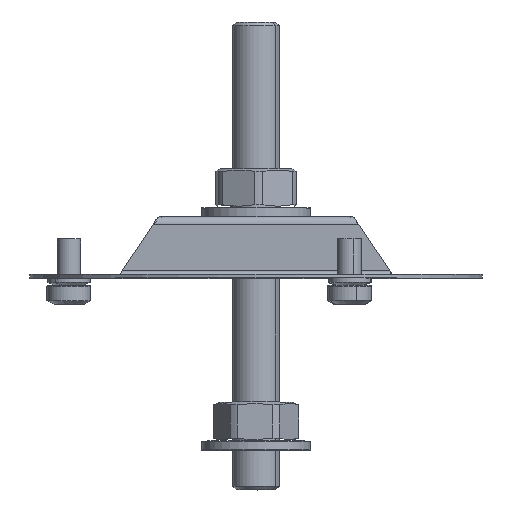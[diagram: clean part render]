
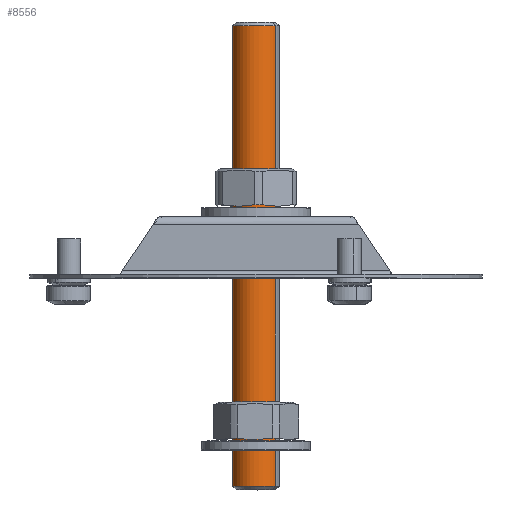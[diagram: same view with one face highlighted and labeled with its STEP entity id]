
A CAD part, top view. The second image highlights one B-rep face of the part: STEP entity #8556.
In plain terms, the highlighted cylindrical face has radius 3 mm (diameter 6 mm), a partial arc.
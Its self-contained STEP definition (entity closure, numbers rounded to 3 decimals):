
#44 = VERTEX_POINT ( 'NONE', #11139 ) ;
#155 = ORIENTED_EDGE ( 'NONE', *, *, #9406, .T. ) ;
#1580 = AXIS2_PLACEMENT_3D ( 'NONE', #3323, #9740, #5405 ) ;
#1796 = CYLINDRICAL_SURFACE ( 'NONE', #1580, 3. ) ;
#2121 = EDGE_CURVE ( 'NONE', #44, #4193, #12146, .T. ) ;
#2142 = FACE_OUTER_BOUND ( 'NONE', #6009, .T. ) ;
#3323 = CARTESIAN_POINT ( 'NONE',  ( 0., 34.5, -80. ) ) ;
#3733 = DIRECTION ( 'NONE',  ( 0., 1., 0. ) ) ;
#3798 = DIRECTION ( 'NONE',  ( -0.831, 0., -0.556 ) ) ;
#4193 = VERTEX_POINT ( 'NONE', #7606 ) ;
#4473 = VECTOR ( 'NONE', #3733, 1000. ) ;
#4538 = CARTESIAN_POINT ( 'NONE',  ( 0., 34., -80. ) ) ;
#4771 = AXIS2_PLACEMENT_3D ( 'NONE', #4538, #13220, #3798 ) ;
#5146 = VECTOR ( 'NONE', #9342, 1000. ) ;
#5405 = DIRECTION ( 'NONE',  ( -0.831, 0., -0.556 ) ) ;
#6009 = EDGE_LOOP ( 'NONE', ( #9715, #155, #8031, #7023 ) ) ;
#6321 = DIRECTION ( 'NONE',  ( 0., 1., 0. ) ) ;
#7023 = ORIENTED_EDGE ( 'NONE', *, *, #13729, .F. ) ;
#7105 = VERTEX_POINT ( 'NONE', #12096 ) ;
#7371 = LINE ( 'NONE', #13351, #4473 ) ;
#7588 = CIRCLE ( 'NONE', #10126, 3. ) ;
#7606 = CARTESIAN_POINT ( 'NONE',  ( -2.493, 34., -81.668 ) ) ;
#7922 = CARTESIAN_POINT ( 'NONE',  ( 2.493, -25., -78.332 ) ) ;
#8017 = LINE ( 'NONE', #8249, #5146 ) ;
#8031 = ORIENTED_EDGE ( 'NONE', *, *, #2121, .T. ) ;
#8205 = VERTEX_POINT ( 'NONE', #7922 ) ;
#8249 = CARTESIAN_POINT ( 'NONE',  ( 2.493, 34.5, -78.332 ) ) ;
#8556 = ADVANCED_FACE ( 'NONE', ( #2142 ), #1796, .T. ) ;
#9342 = DIRECTION ( 'NONE',  ( 0., 1., 0. ) ) ;
#9406 = EDGE_CURVE ( 'NONE', #8205, #44, #8017, .T. ) ;
#9715 = ORIENTED_EDGE ( 'NONE', *, *, #9932, .T. ) ;
#9740 = DIRECTION ( 'NONE',  ( 0., 1., 0. ) ) ;
#9932 = EDGE_CURVE ( 'NONE', #7105, #8205, #7588, .T. ) ;
#10126 = AXIS2_PLACEMENT_3D ( 'NONE', #12693, #6321, #13769 ) ;
#11139 = CARTESIAN_POINT ( 'NONE',  ( 2.493, 34., -78.332 ) ) ;
#12096 = CARTESIAN_POINT ( 'NONE',  ( -2.493, -25., -81.668 ) ) ;
#12146 = CIRCLE ( 'NONE', #4771, 3. ) ;
#12693 = CARTESIAN_POINT ( 'NONE',  ( 0., -25., -80. ) ) ;
#13220 = DIRECTION ( 'NONE',  ( 0., -1., 0. ) ) ;
#13351 = CARTESIAN_POINT ( 'NONE',  ( -2.493, 34.5, -81.668 ) ) ;
#13729 = EDGE_CURVE ( 'NONE', #7105, #4193, #7371, .T. ) ;
#13769 = DIRECTION ( 'NONE',  ( 0.831, 0., 0.556 ) ) ;
